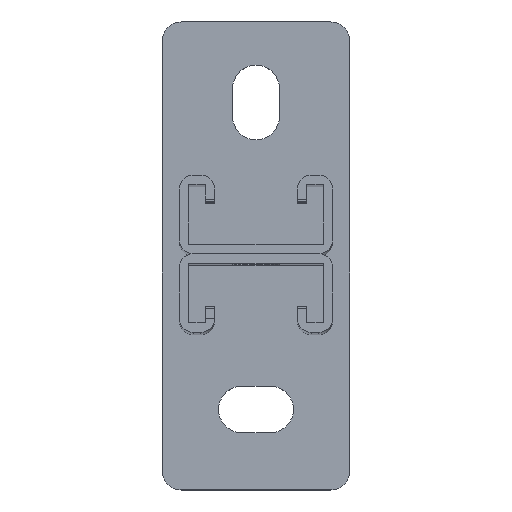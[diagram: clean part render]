
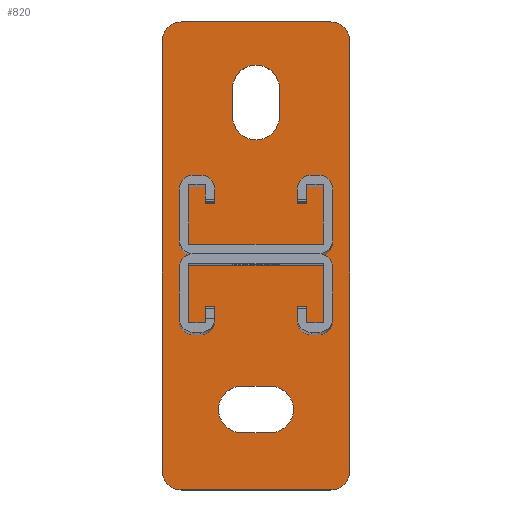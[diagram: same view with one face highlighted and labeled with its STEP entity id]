
A CAD part, top view. The second image highlights one B-rep face of the part: STEP entity #820.
In plain terms, the highlighted planar face has unit normal (0, 0, 1).
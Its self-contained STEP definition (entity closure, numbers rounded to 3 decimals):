
#11 = DIRECTION ( 'NONE',  ( 1., 0., 0. ) ) ;
#151 = EDGE_CURVE ( 'NONE', #16312, #516, #4811, .T. ) ;
#268 = CIRCLE ( 'NONE', #508, 6.25 ) ;
#508 = AXIS2_PLACEMENT_3D ( 'NONE', #17784, #12965, #19421 ) ;
#516 = VERTEX_POINT ( 'NONE', #5355 ) ;
#820 = ADVANCED_FACE ( 'NONE', ( #11602, #14921, #5526 ), #4590, .T. ) ;
#833 = CIRCLE ( 'NONE', #8733, 6.25 ) ;
#863 = ORIENTED_EDGE ( 'NONE', *, *, #16705, .F. ) ;
#867 = CARTESIAN_POINT ( 'NONE',  ( 25., 57.5, 0. ) ) ;
#1666 = DIRECTION ( 'NONE',  ( 1., 0., 0. ) ) ;
#1861 = ORIENTED_EDGE ( 'NONE', *, *, #8711, .T. ) ;
#1955 = DIRECTION ( 'NONE',  ( 0., 0., 1. ) ) ;
#2169 = ORIENTED_EDGE ( 'NONE', *, *, #17260, .F. ) ;
#2332 = CIRCLE ( 'NONE', #7891, 5. ) ;
#2549 = CARTESIAN_POINT ( 'NONE',  ( 3.75, -34.75, 0. ) ) ;
#2635 = EDGE_CURVE ( 'NONE', #3657, #9550, #18157, .T. ) ;
#2822 = EDGE_CURVE ( 'NONE', #6367, #18296, #17895, .T. ) ;
#3404 = EDGE_CURVE ( 'NONE', #9548, #4798, #833, .T. ) ;
#3420 = EDGE_LOOP ( 'NONE', ( #10724, #8718, #15312, #19279, #3900 ) ) ;
#3477 = CARTESIAN_POINT ( 'NONE',  ( -6.25, 44.75, 0. ) ) ;
#3657 = VERTEX_POINT ( 'NONE', #11129 ) ;
#3665 = CARTESIAN_POINT ( 'NONE',  ( -25., 62.5, 0. ) ) ;
#3731 = VERTEX_POINT ( 'NONE', #7962 ) ;
#3756 = CARTESIAN_POINT ( 'NONE',  ( -3.75, -34.75, 0. ) ) ;
#3900 = ORIENTED_EDGE ( 'NONE', *, *, #2822, .F. ) ;
#3973 = CARTESIAN_POINT ( 'NONE',  ( -20., 62.5, 0. ) ) ;
#4042 = VERTEX_POINT ( 'NONE', #3756 ) ;
#4148 = ORIENTED_EDGE ( 'NONE', *, *, #9090, .T. ) ;
#4267 = ORIENTED_EDGE ( 'NONE', *, *, #151, .T. ) ;
#4438 = DIRECTION ( 'NONE',  ( 0., 0., 1. ) ) ;
#4590 = PLANE ( 'NONE',  #5335 ) ;
#4647 = CARTESIAN_POINT ( 'NONE',  ( 25., -57.5, 0. ) ) ;
#4798 = VERTEX_POINT ( 'NONE', #2549 ) ;
#4811 = CIRCLE ( 'NONE', #13210, 5. ) ;
#5079 = EDGE_CURVE ( 'NONE', #9550, #8344, #6365, .T. ) ;
#5223 = VECTOR ( 'NONE', #10908, 1000. ) ;
#5335 = AXIS2_PLACEMENT_3D ( 'NONE', #20575, #4438, #10782 ) ;
#5347 = EDGE_CURVE ( 'NONE', #8246, #16312, #10103, .T. ) ;
#5355 = CARTESIAN_POINT ( 'NONE',  ( 20., 62.5, 0. ) ) ;
#5484 = DIRECTION ( 'NONE',  ( 1., 0., 0. ) ) ;
#5513 = DIRECTION ( 'NONE',  ( 0., 0., 1. ) ) ;
#5526 = FACE_OUTER_BOUND ( 'NONE', #16517, .T. ) ;
#5960 = ORIENTED_EDGE ( 'NONE', *, *, #2635, .F. ) ;
#6116 = DIRECTION ( 'NONE',  ( 1., 0., 0. ) ) ;
#6193 = CIRCLE ( 'NONE', #13357, 5. ) ;
#6365 = CIRCLE ( 'NONE', #19804, 6.25 ) ;
#6367 = VERTEX_POINT ( 'NONE', #10357 ) ;
#6638 = EDGE_CURVE ( 'NONE', #4798, #4042, #14360, .T. ) ;
#6666 = CARTESIAN_POINT ( 'NONE',  ( -25., -57.5, 0. ) ) ;
#6907 = CARTESIAN_POINT ( 'NONE',  ( -20., 57.5, 0. ) ) ;
#7012 = DIRECTION ( 'NONE',  ( 1., 0., 0. ) ) ;
#7492 = VECTOR ( 'NONE', #5484, 1000. ) ;
#7846 = EDGE_CURVE ( 'NONE', #4042, #6367, #18384, .T. ) ;
#7891 = AXIS2_PLACEMENT_3D ( 'NONE', #19154, #18852, #6116 ) ;
#7962 = CARTESIAN_POINT ( 'NONE',  ( -6.25, 37.25, 0. ) ) ;
#8126 = ORIENTED_EDGE ( 'NONE', *, *, #18421, .T. ) ;
#8246 = VERTEX_POINT ( 'NONE', #4647 ) ;
#8324 = DIRECTION ( 'NONE',  ( 0., 0., 1. ) ) ;
#8344 = VERTEX_POINT ( 'NONE', #14767 ) ;
#8375 = LINE ( 'NONE', #9322, #11666 ) ;
#8447 = DIRECTION ( 'NONE',  ( 0., 0., 1. ) ) ;
#8711 = EDGE_CURVE ( 'NONE', #9031, #20063, #2332, .T. ) ;
#8718 = ORIENTED_EDGE ( 'NONE', *, *, #6638, .F. ) ;
#8733 = AXIS2_PLACEMENT_3D ( 'NONE', #15491, #13934, #9071 ) ;
#8808 = ORIENTED_EDGE ( 'NONE', *, *, #12162, .T. ) ;
#8964 = ORIENTED_EDGE ( 'NONE', *, *, #5347, .T. ) ;
#9031 = VERTEX_POINT ( 'NONE', #6666 ) ;
#9071 = DIRECTION ( 'NONE',  ( 1., 0., 0. ) ) ;
#9090 = EDGE_CURVE ( 'NONE', #17058, #9031, #15785, .T. ) ;
#9322 = CARTESIAN_POINT ( 'NONE',  ( -25., 62.5, 0. ) ) ;
#9548 = VERTEX_POINT ( 'NONE', #21018 ) ;
#9550 = VERTEX_POINT ( 'NONE', #19476 ) ;
#9730 = DIRECTION ( 'NONE',  ( 0., 0., 1. ) ) ;
#9762 = CARTESIAN_POINT ( 'NONE',  ( 20., 57.5, 0. ) ) ;
#10103 = LINE ( 'NONE', #15599, #20316 ) ;
#10289 = CARTESIAN_POINT ( 'NONE',  ( 6.25, 44.75, 0. ) ) ;
#10357 = CARTESIAN_POINT ( 'NONE',  ( -3.75, -47.25, 0. ) ) ;
#10624 = CIRCLE ( 'NONE', #13452, 5. ) ;
#10724 = ORIENTED_EDGE ( 'NONE', *, *, #7846, .F. ) ;
#10782 = DIRECTION ( 'NONE',  ( 1., 0., 0. ) ) ;
#10908 = DIRECTION ( 'NONE',  ( -1., 0., 0. ) ) ;
#11013 = LINE ( 'NONE', #3477, #20208 ) ;
#11129 = CARTESIAN_POINT ( 'NONE',  ( 6.25, 37.25, 0. ) ) ;
#11247 = AXIS2_PLACEMENT_3D ( 'NONE', #17840, #9730, #11 ) ;
#11396 = DIRECTION ( 'NONE',  ( 0., 0., 1. ) ) ;
#11602 = FACE_BOUND ( 'NONE', #3420, .T. ) ;
#11666 = VECTOR ( 'NONE', #20745, 1000. ) ;
#11688 = CARTESIAN_POINT ( 'NONE',  ( 0., 44.75, 0. ) ) ;
#11719 = DIRECTION ( 'NONE',  ( 0., 1., 0. ) ) ;
#12162 = EDGE_CURVE ( 'NONE', #12913, #17058, #6193, .T. ) ;
#12484 = CIRCLE ( 'NONE', #14789, 6.25 ) ;
#12555 = CARTESIAN_POINT ( 'NONE',  ( -25., 57.5, 0. ) ) ;
#12913 = VERTEX_POINT ( 'NONE', #3973 ) ;
#12965 = DIRECTION ( 'NONE',  ( 0., 0., 1. ) ) ;
#13183 = EDGE_LOOP ( 'NONE', ( #20167, #5960, #2169, #863 ) ) ;
#13210 = AXIS2_PLACEMENT_3D ( 'NONE', #9762, #11396, #1666 ) ;
#13247 = VECTOR ( 'NONE', #18282, 1000. ) ;
#13357 = AXIS2_PLACEMENT_3D ( 'NONE', #6907, #8324, #15205 ) ;
#13452 = AXIS2_PLACEMENT_3D ( 'NONE', #16690, #8447, #15124 ) ;
#13667 = CARTESIAN_POINT ( 'NONE',  ( -20., -62.5, 0. ) ) ;
#13677 = LINE ( 'NONE', #20328, #19773 ) ;
#13934 = DIRECTION ( 'NONE',  ( 0., 0., 1. ) ) ;
#14027 = EDGE_CURVE ( 'NONE', #516, #12913, #8375, .T. ) ;
#14360 = LINE ( 'NONE', #15975, #5223 ) ;
#14645 = ORIENTED_EDGE ( 'NONE', *, *, #14027, .T. ) ;
#14767 = CARTESIAN_POINT ( 'NONE',  ( -6.25, 44.75, 0. ) ) ;
#14789 = AXIS2_PLACEMENT_3D ( 'NONE', #18359, #5513, #7012 ) ;
#14921 = FACE_BOUND ( 'NONE', #13183, .T. ) ;
#14947 = ORIENTED_EDGE ( 'NONE', *, *, #15113, .T. ) ;
#15113 = EDGE_CURVE ( 'NONE', #20063, #19925, #13677, .T. ) ;
#15124 = DIRECTION ( 'NONE',  ( 1., 0., 0. ) ) ;
#15205 = DIRECTION ( 'NONE',  ( 1., 0., 0. ) ) ;
#15312 = ORIENTED_EDGE ( 'NONE', *, *, #3404, .F. ) ;
#15412 = DIRECTION ( 'NONE',  ( 1., 0., 0. ) ) ;
#15491 = CARTESIAN_POINT ( 'NONE',  ( 3.75, -41., 0. ) ) ;
#15599 = CARTESIAN_POINT ( 'NONE',  ( 25., 62.5, 0. ) ) ;
#15785 = LINE ( 'NONE', #3665, #13247 ) ;
#15975 = CARTESIAN_POINT ( 'NONE',  ( -3.75, -34.75, 0. ) ) ;
#16312 = VERTEX_POINT ( 'NONE', #867 ) ;
#16477 = DIRECTION ( 'NONE',  ( 0., -1., 0. ) ) ;
#16517 = EDGE_LOOP ( 'NONE', ( #4148, #1861, #14947, #8126, #8964, #4267, #14645, #8808 ) ) ;
#16518 = CARTESIAN_POINT ( 'NONE',  ( 20., -62.5, 0. ) ) ;
#16690 = CARTESIAN_POINT ( 'NONE',  ( 20., -57.5, 0. ) ) ;
#16705 = EDGE_CURVE ( 'NONE', #8344, #3731, #11013, .T. ) ;
#17058 = VERTEX_POINT ( 'NONE', #12555 ) ;
#17145 = VECTOR ( 'NONE', #11719, 1000. ) ;
#17260 = EDGE_CURVE ( 'NONE', #3731, #3657, #12484, .T. ) ;
#17292 = DIRECTION ( 'NONE',  ( 0., 1., 0. ) ) ;
#17755 = EDGE_CURVE ( 'NONE', #18296, #9548, #268, .T. ) ;
#17784 = CARTESIAN_POINT ( 'NONE',  ( 3.75, -41., 0. ) ) ;
#17840 = CARTESIAN_POINT ( 'NONE',  ( -3.75, -41., 0. ) ) ;
#17895 = LINE ( 'NONE', #20125, #7492 ) ;
#17960 = CARTESIAN_POINT ( 'NONE',  ( 3.75, -47.25, 0. ) ) ;
#18157 = LINE ( 'NONE', #10289, #17145 ) ;
#18218 = DIRECTION ( 'NONE',  ( 1., 0., 0. ) ) ;
#18282 = DIRECTION ( 'NONE',  ( 0., -1., 0. ) ) ;
#18296 = VERTEX_POINT ( 'NONE', #17960 ) ;
#18359 = CARTESIAN_POINT ( 'NONE',  ( 0., 37.25, 0. ) ) ;
#18384 = CIRCLE ( 'NONE', #11247, 6.25 ) ;
#18421 = EDGE_CURVE ( 'NONE', #19925, #8246, #10624, .T. ) ;
#18852 = DIRECTION ( 'NONE',  ( 0., 0., 1. ) ) ;
#19154 = CARTESIAN_POINT ( 'NONE',  ( -20., -57.5, 0. ) ) ;
#19279 = ORIENTED_EDGE ( 'NONE', *, *, #17755, .F. ) ;
#19421 = DIRECTION ( 'NONE',  ( 1., 0., 0. ) ) ;
#19476 = CARTESIAN_POINT ( 'NONE',  ( 6.25, 44.75, 0. ) ) ;
#19773 = VECTOR ( 'NONE', #15412, 1000. ) ;
#19804 = AXIS2_PLACEMENT_3D ( 'NONE', #11688, #1955, #18218 ) ;
#19925 = VERTEX_POINT ( 'NONE', #16518 ) ;
#20063 = VERTEX_POINT ( 'NONE', #13667 ) ;
#20125 = CARTESIAN_POINT ( 'NONE',  ( -3.75, -47.25, 0. ) ) ;
#20167 = ORIENTED_EDGE ( 'NONE', *, *, #5079, .F. ) ;
#20208 = VECTOR ( 'NONE', #16477, 1000. ) ;
#20316 = VECTOR ( 'NONE', #17292, 1000. ) ;
#20328 = CARTESIAN_POINT ( 'NONE',  ( -25., -62.5, 0. ) ) ;
#20575 = CARTESIAN_POINT ( 'NONE',  ( 0., 0., 0. ) ) ;
#20745 = DIRECTION ( 'NONE',  ( -1., 0., 0. ) ) ;
#21018 = CARTESIAN_POINT ( 'NONE',  ( 10., -41., 0. ) ) ;
